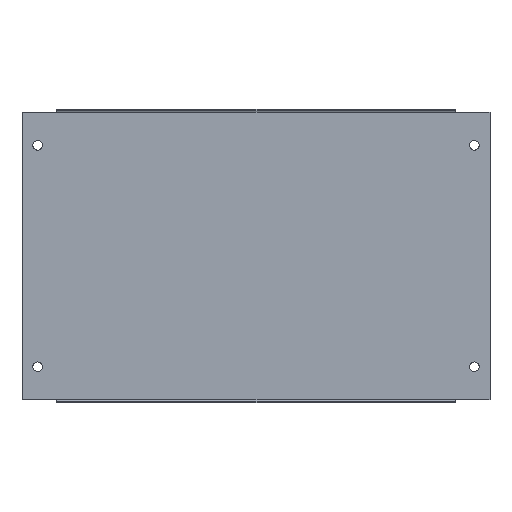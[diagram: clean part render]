
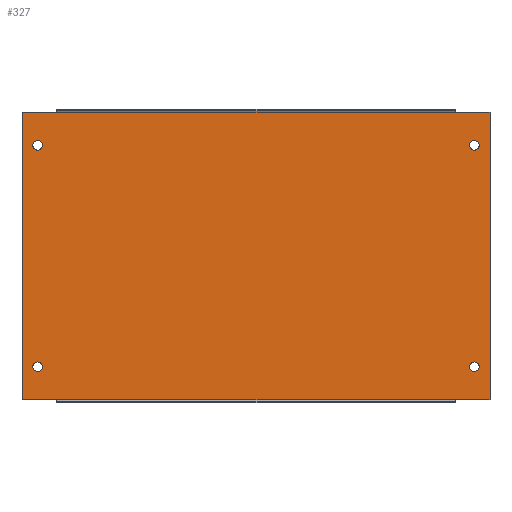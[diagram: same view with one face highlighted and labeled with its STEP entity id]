
A CAD part, top view. The second image highlights one B-rep face of the part: STEP entity #327.
In plain terms, the highlighted planar face has unit normal (0, 0, 1).
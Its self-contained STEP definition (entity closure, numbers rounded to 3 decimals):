
#5 = DIRECTION ( 'NONE',  ( -1., 0., 0. ) ) ;
#9 = VECTOR ( 'NONE', #149, 1000. ) ;
#11 = AXIS2_PLACEMENT_3D ( 'NONE', #893, #269, #672 ) ;
#15 = LINE ( 'NONE', #407, #791 ) ;
#20 = ORIENTED_EDGE ( 'NONE', *, *, #1009, .T. ) ;
#21 = CARTESIAN_POINT ( 'NONE',  ( 293.5, 0., 0. ) ) ;
#27 = AXIS2_PLACEMENT_3D ( 'NONE', #644, #165, #5 ) ;
#37 = FACE_BOUND ( 'NONE', #215, .T. ) ;
#41 = EDGE_CURVE ( 'NONE', #849, #484, #1007, .T. ) ;
#42 = FACE_BOUND ( 'NONE', #103, .T. ) ;
#44 = CARTESIAN_POINT ( 'NONE',  ( 293.5, 0., 0. ) ) ;
#49 = DIRECTION ( 'NONE',  ( -1., 0., 0. ) ) ;
#52 = AXIS2_PLACEMENT_3D ( 'NONE', #532, #141, #289 ) ;
#59 = CARTESIAN_POINT ( 'NONE',  ( 306.4, 22.5, 0. ) ) ;
#74 = DIRECTION ( 'NONE',  ( -1., 0., 0. ) ) ;
#77 = VECTOR ( 'NONE', #415, 1000. ) ;
#79 = CARTESIAN_POINT ( 'NONE',  ( 306.4, 172.5, 0. ) ) ;
#80 = AXIS2_PLACEMENT_3D ( 'NONE', #934, #997, #705 ) ;
#93 = CARTESIAN_POINT ( 'NONE',  ( 317., 0., 0. ) ) ;
#101 = ORIENTED_EDGE ( 'NONE', *, *, #301, .T. ) ;
#103 = EDGE_LOOP ( 'NONE', ( #395, #808 ) ) ;
#120 = VERTEX_POINT ( 'NONE', #622 ) ;
#138 = VECTOR ( 'NONE', #614, 1000. ) ;
#141 = DIRECTION ( 'NONE',  ( 0., 0., -1. ) ) ;
#143 = CARTESIAN_POINT ( 'NONE',  ( 0., 0., 0. ) ) ;
#149 = DIRECTION ( 'NONE',  ( 1., 0., 0. ) ) ;
#160 = VERTEX_POINT ( 'NONE', #461 ) ;
#161 = EDGE_CURVE ( 'NONE', #714, #120, #464, .T. ) ;
#165 = DIRECTION ( 'NONE',  ( 0., 0., -1. ) ) ;
#168 = EDGE_CURVE ( 'NONE', #275, #527, #689, .T. ) ;
#174 = CIRCLE ( 'NONE', #27, 3.25 ) ;
#186 = DIRECTION ( 'NONE',  ( -1., 0., 0. ) ) ;
#190 = DIRECTION ( 'NONE',  ( 0., 0., -1. ) ) ;
#203 = FACE_BOUND ( 'NONE', #376, .T. ) ;
#205 = LINE ( 'NONE', #44, #704 ) ;
#208 = ORIENTED_EDGE ( 'NONE', *, *, #502, .T. ) ;
#209 = VERTEX_POINT ( 'NONE', #227 ) ;
#212 = DIRECTION ( 'NONE',  ( -1., 0., 0. ) ) ;
#214 = VECTOR ( 'NONE', #788, 1000. ) ;
#215 = EDGE_LOOP ( 'NONE', ( #101, #1004 ) ) ;
#221 = VERTEX_POINT ( 'NONE', #943 ) ;
#226 = EDGE_CURVE ( 'NONE', #484, #849, #781, .T. ) ;
#227 = CARTESIAN_POINT ( 'NONE',  ( 303.15, 172.5, 0. ) ) ;
#240 = EDGE_CURVE ( 'NONE', #910, #894, #314, .T. ) ;
#245 = CARTESIAN_POINT ( 'NONE',  ( 23.5, 0., 0. ) ) ;
#269 = DIRECTION ( 'NONE',  ( 0., 0., -1. ) ) ;
#271 = ORIENTED_EDGE ( 'NONE', *, *, #721, .F. ) ;
#275 = VERTEX_POINT ( 'NONE', #710 ) ;
#280 = CARTESIAN_POINT ( 'NONE',  ( 293.5, 195., 0. ) ) ;
#289 = DIRECTION ( 'NONE',  ( -1., 0., 0. ) ) ;
#292 = CIRCLE ( 'NONE', #784, 3.25 ) ;
#301 = EDGE_CURVE ( 'NONE', #209, #942, #292, .T. ) ;
#306 = CIRCLE ( 'NONE', #936, 3.25 ) ;
#307 = VECTOR ( 'NONE', #772, 1000. ) ;
#310 = CARTESIAN_POINT ( 'NONE',  ( 10.6, 22.5, 0. ) ) ;
#314 = LINE ( 'NONE', #1012, #9 ) ;
#323 = AXIS2_PLACEMENT_3D ( 'NONE', #310, #551, #74 ) ;
#327 = ADVANCED_FACE ( 'NONE', ( #42, #37, #690, #203, #361 ), #991, .F. ) ;
#361 = FACE_OUTER_BOUND ( 'NONE', #795, .T. ) ;
#370 = LINE ( 'NONE', #143, #307 ) ;
#376 = EDGE_LOOP ( 'NONE', ( #445, #576 ) ) ;
#378 = CARTESIAN_POINT ( 'NONE',  ( 0., 195., 0. ) ) ;
#381 = VERTEX_POINT ( 'NONE', #280 ) ;
#392 = CARTESIAN_POINT ( 'NONE',  ( 309.65, 172.5, 0. ) ) ;
#395 = ORIENTED_EDGE ( 'NONE', *, *, #489, .T. ) ;
#396 = DIRECTION ( 'NONE',  ( 0., 0., -1. ) ) ;
#401 = CARTESIAN_POINT ( 'NONE',  ( 23.5, 195., 0. ) ) ;
#407 = CARTESIAN_POINT ( 'NONE',  ( 0., 0., 0. ) ) ;
#415 = DIRECTION ( 'NONE',  ( 1., 0., 0. ) ) ;
#431 = CIRCLE ( 'NONE', #80, 3.25 ) ;
#435 = DIRECTION ( 'NONE',  ( -1., 0., 0. ) ) ;
#445 = ORIENTED_EDGE ( 'NONE', *, *, #625, .T. ) ;
#452 = ORIENTED_EDGE ( 'NONE', *, *, #542, .T. ) ;
#458 = EDGE_CURVE ( 'NONE', #656, #381, #797, .T. ) ;
#461 = CARTESIAN_POINT ( 'NONE',  ( 317., 195., 0. ) ) ;
#464 = CIRCLE ( 'NONE', #492, 3.25 ) ;
#470 = CARTESIAN_POINT ( 'NONE',  ( 0., 0., 0. ) ) ;
#472 = ORIENTED_EDGE ( 'NONE', *, *, #240, .T. ) ;
#484 = VERTEX_POINT ( 'NONE', #730 ) ;
#485 = LINE ( 'NONE', #799, #214 ) ;
#486 = EDGE_CURVE ( 'NONE', #528, #603, #15, .T. ) ;
#489 = EDGE_CURVE ( 'NONE', #527, #275, #174, .T. ) ;
#492 = AXIS2_PLACEMENT_3D ( 'NONE', #59, #982, #693 ) ;
#502 = EDGE_CURVE ( 'NONE', #603, #160, #957, .T. ) ;
#527 = VERTEX_POINT ( 'NONE', #734 ) ;
#528 = VERTEX_POINT ( 'NONE', #21 ) ;
#532 = CARTESIAN_POINT ( 'NONE',  ( 10.6, 172.5, 0. ) ) ;
#542 = EDGE_CURVE ( 'NONE', #221, #910, #370, .T. ) ;
#547 = ORIENTED_EDGE ( 'NONE', *, *, #486, .T. ) ;
#551 = DIRECTION ( 'NONE',  ( 0., 0., -1. ) ) ;
#576 = ORIENTED_EDGE ( 'NONE', *, *, #161, .T. ) ;
#581 = ORIENTED_EDGE ( 'NONE', *, *, #226, .T. ) ;
#589 = CARTESIAN_POINT ( 'NONE',  ( 13.85, 22.5, 0. ) ) ;
#591 = CARTESIAN_POINT ( 'NONE',  ( 0., 0., 0. ) ) ;
#592 = EDGE_CURVE ( 'NONE', #656, #221, #843, .T. ) ;
#600 = ORIENTED_EDGE ( 'NONE', *, *, #458, .F. ) ;
#603 = VERTEX_POINT ( 'NONE', #775 ) ;
#614 = DIRECTION ( 'NONE',  ( -1., 0., 0. ) ) ;
#622 = CARTESIAN_POINT ( 'NONE',  ( 303.15, 22.5, 0. ) ) ;
#625 = EDGE_CURVE ( 'NONE', #120, #714, #431, .T. ) ;
#644 = CARTESIAN_POINT ( 'NONE',  ( 10.6, 172.5, 0. ) ) ;
#656 = VERTEX_POINT ( 'NONE', #980 ) ;
#665 = ORIENTED_EDGE ( 'NONE', *, *, #592, .T. ) ;
#672 = DIRECTION ( 'NONE',  ( -1., 0., 0. ) ) ;
#687 = ORIENTED_EDGE ( 'NONE', *, *, #41, .T. ) ;
#689 = CIRCLE ( 'NONE', #52, 3.25 ) ;
#690 = FACE_BOUND ( 'NONE', #748, .T. ) ;
#693 = DIRECTION ( 'NONE',  ( -1., 0., 0. ) ) ;
#704 = VECTOR ( 'NONE', #186, 1000. ) ;
#705 = DIRECTION ( 'NONE',  ( -1., 0., 0. ) ) ;
#710 = CARTESIAN_POINT ( 'NONE',  ( 13.85, 172.5, 0. ) ) ;
#714 = VERTEX_POINT ( 'NONE', #891 ) ;
#721 = EDGE_CURVE ( 'NONE', #528, #894, #205, .T. ) ;
#723 = DIRECTION ( 'NONE',  ( 1., 0., 0. ) ) ;
#730 = CARTESIAN_POINT ( 'NONE',  ( 7.35, 22.5, 0. ) ) ;
#734 = CARTESIAN_POINT ( 'NONE',  ( 7.35, 172.5, 0. ) ) ;
#748 = EDGE_LOOP ( 'NONE', ( #581, #687 ) ) ;
#765 = DIRECTION ( 'NONE',  ( 0., 0., -1. ) ) ;
#772 = DIRECTION ( 'NONE',  ( 0., -1., 0. ) ) ;
#775 = CARTESIAN_POINT ( 'NONE',  ( 317., 0., 0. ) ) ;
#781 = CIRCLE ( 'NONE', #323, 3.25 ) ;
#784 = AXIS2_PLACEMENT_3D ( 'NONE', #79, #396, #49 ) ;
#788 = DIRECTION ( 'NONE',  ( -1., 0., 0. ) ) ;
#791 = VECTOR ( 'NONE', #723, 1000. ) ;
#795 = EDGE_LOOP ( 'NONE', ( #452, #472, #271, #547, #208, #20, #600, #665 ) ) ;
#797 = LINE ( 'NONE', #401, #77 ) ;
#799 = CARTESIAN_POINT ( 'NONE',  ( 0., 195., 0. ) ) ;
#808 = ORIENTED_EDGE ( 'NONE', *, *, #168, .T. ) ;
#829 = EDGE_CURVE ( 'NONE', #942, #209, #306, .T. ) ;
#843 = LINE ( 'NONE', #378, #138 ) ;
#844 = VECTOR ( 'NONE', #883, 1000. ) ;
#849 = VERTEX_POINT ( 'NONE', #589 ) ;
#861 = AXIS2_PLACEMENT_3D ( 'NONE', #591, #765, #212 ) ;
#883 = DIRECTION ( 'NONE',  ( 0., 1., 0. ) ) ;
#891 = CARTESIAN_POINT ( 'NONE',  ( 309.65, 22.5, 0. ) ) ;
#893 = CARTESIAN_POINT ( 'NONE',  ( 10.6, 22.5, 0. ) ) ;
#894 = VERTEX_POINT ( 'NONE', #245 ) ;
#895 = CARTESIAN_POINT ( 'NONE',  ( 306.4, 172.5, 0. ) ) ;
#910 = VERTEX_POINT ( 'NONE', #470 ) ;
#934 = CARTESIAN_POINT ( 'NONE',  ( 306.4, 22.5, 0. ) ) ;
#936 = AXIS2_PLACEMENT_3D ( 'NONE', #895, #190, #435 ) ;
#942 = VERTEX_POINT ( 'NONE', #392 ) ;
#943 = CARTESIAN_POINT ( 'NONE',  ( 0., 195., 0. ) ) ;
#957 = LINE ( 'NONE', #93, #844 ) ;
#980 = CARTESIAN_POINT ( 'NONE',  ( 23.5, 195., 0. ) ) ;
#982 = DIRECTION ( 'NONE',  ( 0., 0., -1. ) ) ;
#991 = PLANE ( 'NONE',  #861 ) ;
#997 = DIRECTION ( 'NONE',  ( 0., 0., -1. ) ) ;
#1004 = ORIENTED_EDGE ( 'NONE', *, *, #829, .T. ) ;
#1007 = CIRCLE ( 'NONE', #11, 3.25 ) ;
#1009 = EDGE_CURVE ( 'NONE', #160, #381, #485, .T. ) ;
#1012 = CARTESIAN_POINT ( 'NONE',  ( 0., 0., 0. ) ) ;
